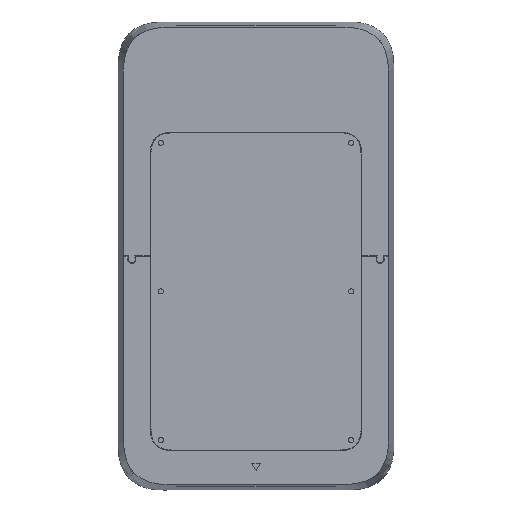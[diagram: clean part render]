
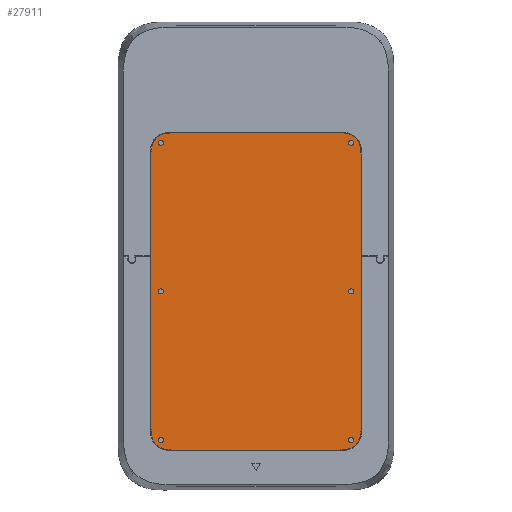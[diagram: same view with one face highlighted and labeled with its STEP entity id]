
A CAD part, top view. The second image highlights one B-rep face of the part: STEP entity #27911.
In plain terms, the highlighted planar face has unit normal (0, 0, 1).
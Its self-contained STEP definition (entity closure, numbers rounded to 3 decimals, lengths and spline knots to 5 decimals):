
#388=CIRCLE('',#30502,0.0018);
#389=CIRCLE('',#30503,0.0018);
#390=CIRCLE('',#30504,0.0018);
#391=CIRCLE('',#30505,0.0018);
#392=CIRCLE('',#30506,0.0018);
#393=CIRCLE('',#30507,0.0018);
#1227=B_SPLINE_CURVE_WITH_KNOTS('',3,(#43646,#43647,#43648,#43649),
 .UNSPECIFIED.,.F.,.F.,(4,4),(0.,1.),.UNSPECIFIED.);
#1228=B_SPLINE_CURVE_WITH_KNOTS('',3,(#43650,#43651,#43652,#43653),
 .UNSPECIFIED.,.F.,.F.,(4,4),(0.,1.),.UNSPECIFIED.);
#1229=B_SPLINE_CURVE_WITH_KNOTS('',3,(#43654,#43655,#43656,#43657),
 .UNSPECIFIED.,.F.,.F.,(4,4),(0.,1.),.UNSPECIFIED.);
#1230=B_SPLINE_CURVE_WITH_KNOTS('',3,(#43658,#43659,#43660,#43661),
 .UNSPECIFIED.,.F.,.F.,(4,4),(0.,1.),.UNSPECIFIED.);
#2927=ORIENTED_EDGE('',*,*,#10639,.F.);
#2928=ORIENTED_EDGE('',*,*,#10640,.F.);
#2929=ORIENTED_EDGE('',*,*,#10641,.F.);
#2930=ORIENTED_EDGE('',*,*,#10642,.F.);
#2931=ORIENTED_EDGE('',*,*,#10643,.F.);
#2932=ORIENTED_EDGE('',*,*,#10644,.F.);
#2933=ORIENTED_EDGE('',*,*,#10633,.T.);
#2934=ORIENTED_EDGE('',*,*,#10645,.T.);
#2935=ORIENTED_EDGE('',*,*,#10635,.F.);
#2936=ORIENTED_EDGE('',*,*,#10646,.T.);
#2937=ORIENTED_EDGE('',*,*,#10623,.F.);
#2938=ORIENTED_EDGE('',*,*,#10647,.T.);
#2939=ORIENTED_EDGE('',*,*,#10629,.T.);
#2940=ORIENTED_EDGE('',*,*,#10648,.T.);
#10623=EDGE_CURVE('',#14581,#14582,#17291,.T.);
#10629=EDGE_CURVE('',#14588,#14587,#17294,.T.);
#10633=EDGE_CURVE('',#14592,#14591,#17296,.T.);
#10635=EDGE_CURVE('',#14593,#14594,#17297,.T.);
#10639=EDGE_CURVE('',#14597,#14597,#388,.T.);
#10640=EDGE_CURVE('',#14598,#14598,#389,.T.);
#10641=EDGE_CURVE('',#14599,#14599,#390,.T.);
#10642=EDGE_CURVE('',#14600,#14600,#391,.T.);
#10643=EDGE_CURVE('',#14601,#14601,#392,.T.);
#10644=EDGE_CURVE('',#14602,#14602,#393,.T.);
#10645=EDGE_CURVE('',#14591,#14594,#1227,.T.);
#10646=EDGE_CURVE('',#14593,#14582,#1228,.T.);
#10647=EDGE_CURVE('',#14581,#14588,#1229,.T.);
#10648=EDGE_CURVE('',#14587,#14592,#1230,.T.);
#14581=VERTEX_POINT('',#43575);
#14582=VERTEX_POINT('',#43576);
#14587=VERTEX_POINT('',#43596);
#14588=VERTEX_POINT('',#43598);
#14591=VERTEX_POINT('',#43611);
#14592=VERTEX_POINT('',#43613);
#14593=VERTEX_POINT('',#43620);
#14594=VERTEX_POINT('',#43621);
#14597=VERTEX_POINT('',#43635);
#14598=VERTEX_POINT('',#43637);
#14599=VERTEX_POINT('',#43639);
#14600=VERTEX_POINT('',#43641);
#14601=VERTEX_POINT('',#43643);
#14602=VERTEX_POINT('',#43645);
#17291=LINE('',#43574,#20233);
#17294=LINE('',#43597,#20236);
#17296=LINE('',#43612,#20238);
#17297=LINE('',#43619,#20239);
#20233=VECTOR('',#33056,1.);
#20236=VECTOR('',#33061,1.);
#20238=VECTOR('',#33065,1.);
#20239=VECTOR('',#33068,1.);
#23071=EDGE_LOOP('',(#2927));
#23072=EDGE_LOOP('',(#2928));
#23073=EDGE_LOOP('',(#2929));
#23074=EDGE_LOOP('',(#2930));
#23075=EDGE_LOOP('',(#2931));
#23076=EDGE_LOOP('',(#2932));
#23077=EDGE_LOOP('',(#2933,#2934,#2935,#2936,#2937,#2938,#2939,#2940));
#24955=FACE_BOUND('',#23071,.T.);
#24956=FACE_BOUND('',#23072,.T.);
#24957=FACE_BOUND('',#23073,.T.);
#24958=FACE_BOUND('',#23074,.T.);
#24959=FACE_BOUND('',#23075,.T.);
#24960=FACE_BOUND('',#23076,.T.);
#24961=FACE_BOUND('',#23077,.T.);
#26730=PLANE('',#30501);
#27911=ADVANCED_FACE('',(#24955,#24956,#24957,#24958,#24959,#24960,#24961),
#26730,.T.);
#30501=AXIS2_PLACEMENT_3D('',#43633,#33070,#33071);
#30502=AXIS2_PLACEMENT_3D('',#43634,#33072,#33073);
#30503=AXIS2_PLACEMENT_3D('',#43636,#33074,#33075);
#30504=AXIS2_PLACEMENT_3D('',#43638,#33076,#33077);
#30505=AXIS2_PLACEMENT_3D('',#43640,#33078,#33079);
#30506=AXIS2_PLACEMENT_3D('',#43642,#33080,#33081);
#30507=AXIS2_PLACEMENT_3D('',#43644,#33082,#33083);
#33056=DIRECTION('',(0.,1.,0.));
#33061=DIRECTION('',(1.,0.,0.));
#33065=DIRECTION('',(0.,1.,0.));
#33068=DIRECTION('',(1.,0.,0.));
#33070=DIRECTION('',(0.,0.,1.));
#33071=DIRECTION('',(-1.,0.,0.));
#33072=DIRECTION('',(0.,0.,1.));
#33073=DIRECTION('',(-1.,0.,0.));
#33074=DIRECTION('',(0.,0.,1.));
#33075=DIRECTION('',(-1.,0.,0.));
#33076=DIRECTION('',(0.,0.,1.));
#33077=DIRECTION('',(-1.,0.,0.));
#33078=DIRECTION('',(0.,0.,1.));
#33079=DIRECTION('',(-1.,0.,0.));
#33080=DIRECTION('',(0.,0.,1.));
#33081=DIRECTION('',(-1.,0.,0.));
#33082=DIRECTION('',(0.,0.,1.));
#33083=DIRECTION('',(-1.,0.,0.));
#43574=CARTESIAN_POINT('',(-0.074,0.,0.004));
#43575=CARTESIAN_POINT('',(-0.074,-0.0967,0.004));
#43576=CARTESIAN_POINT('',(-0.074,0.0967,0.004));
#43596=CARTESIAN_POINT('',(0.059,-0.1117,0.004));
#43597=CARTESIAN_POINT('',(0.,-0.1117,0.004));
#43598=CARTESIAN_POINT('',(-0.059,-0.1117,0.004));
#43611=CARTESIAN_POINT('',(0.074,0.0967,0.004));
#43612=CARTESIAN_POINT('',(0.074,0.,0.004));
#43613=CARTESIAN_POINT('',(0.074,-0.0967,0.004));
#43619=CARTESIAN_POINT('',(0.,0.1117,0.004));
#43620=CARTESIAN_POINT('',(-0.059,0.1117,0.004));
#43621=CARTESIAN_POINT('',(0.059,0.1117,0.004));
#43633=CARTESIAN_POINT('',(0.,-0.00067,0.004));
#43634=CARTESIAN_POINT('',(-0.067,-0.1047,0.004));
#43635=CARTESIAN_POINT('',(-0.0688,-0.1047,0.004));
#43636=CARTESIAN_POINT('',(-0.067,0.,0.004));
#43637=CARTESIAN_POINT('',(-0.0688,0.,0.004));
#43638=CARTESIAN_POINT('',(-0.067,0.1047,0.004));
#43639=CARTESIAN_POINT('',(-0.0688,0.1047,0.004));
#43640=CARTESIAN_POINT('',(0.067,0.1047,0.004));
#43641=CARTESIAN_POINT('',(0.0652,0.1047,0.004));
#43642=CARTESIAN_POINT('',(0.067,0.,0.004));
#43643=CARTESIAN_POINT('',(0.0652,0.,0.004));
#43644=CARTESIAN_POINT('',(0.067,-0.1047,0.004));
#43645=CARTESIAN_POINT('',(0.0652,-0.1047,0.004));
#43646=CARTESIAN_POINT('',(0.074,0.0967,0.004));
#43647=CARTESIAN_POINT('',(0.074,0.1067,0.004));
#43648=CARTESIAN_POINT('',(0.069,0.1117,0.004));
#43649=CARTESIAN_POINT('',(0.059,0.1117,0.004));
#43650=CARTESIAN_POINT('',(-0.059,0.1117,0.004));
#43651=CARTESIAN_POINT('',(-0.069,0.1117,0.004));
#43652=CARTESIAN_POINT('',(-0.074,0.1067,0.004));
#43653=CARTESIAN_POINT('',(-0.074,0.0967,0.004));
#43654=CARTESIAN_POINT('',(-0.074,-0.0967,0.004));
#43655=CARTESIAN_POINT('',(-0.074,-0.1067,0.004));
#43656=CARTESIAN_POINT('',(-0.069,-0.1117,0.004));
#43657=CARTESIAN_POINT('',(-0.059,-0.1117,0.004));
#43658=CARTESIAN_POINT('',(0.059,-0.1117,0.004));
#43659=CARTESIAN_POINT('',(0.069,-0.1117,0.004));
#43660=CARTESIAN_POINT('',(0.074,-0.1067,0.004));
#43661=CARTESIAN_POINT('',(0.074,-0.0967,0.004));
